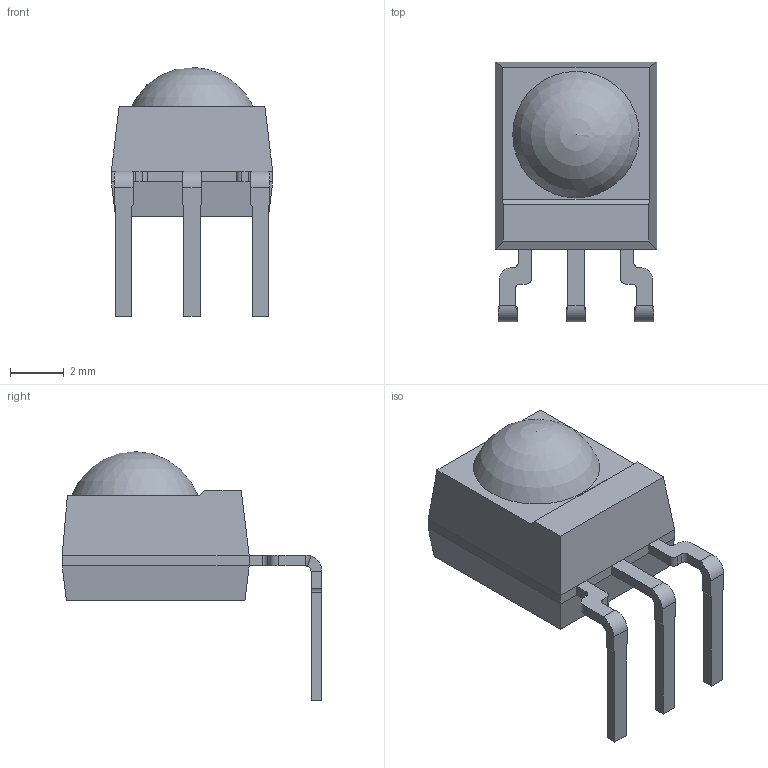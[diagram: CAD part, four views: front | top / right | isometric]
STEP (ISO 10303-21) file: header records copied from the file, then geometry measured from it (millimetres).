
FILE_DESCRIPTION((''),'2;1');
FILE_NAME('Mold_ST.stp','2014-06-18T13:22:48',('gobenland'),(''),'Autodesk Inventor 2013','Autodesk Inventor 2013','');
FILE_SCHEMA(('AUTOMOTIVE_DESIGN { 1 0 10303 214 1 1 1 1 }'));
Length unit declared in the file: millimetre
Products named in the file (3): GO-100184.23; GO-100184; GO-100184.023
Assembly tree (2 placements, depth 2):
  GO-100184.23
    GO-100184
    GO-100184.023
Bounding box: 6 x 9.65 x 9.25 mm (x, y, z)
Volume: 177 mm3; surface area: 231.2 mm2
Topology: 4 solids, 4 shells, 93 faces, 223 edges, 138 vertices
Faces by surface type: plane 66, cylinder 20, bspline 6, sphere 1
Entity records: 3698 total; most frequent: CARTESIAN_POINT 1482, ORIENTED_EDGE 442, DIRECTION 434, EDGE_CURVE 221, VECTOR 168, LINE 168, VERTEX_POINT 137, AXIS2_PLACEMENT_3D 133
